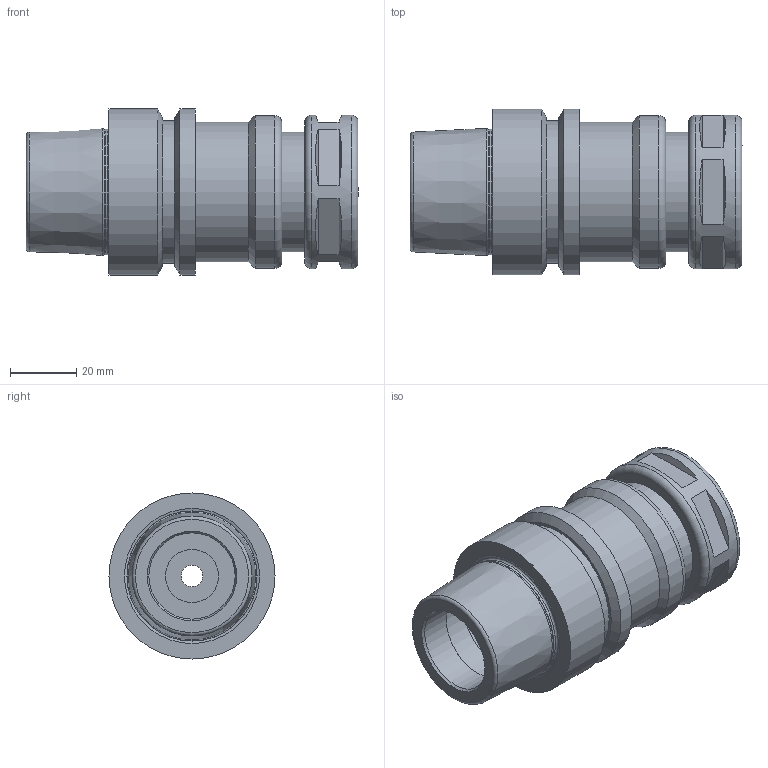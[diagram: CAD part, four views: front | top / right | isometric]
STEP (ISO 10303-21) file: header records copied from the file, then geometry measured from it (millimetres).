
FILE_DESCRIPTION((''),'2;1');
FILE_NAME('536054122075-3D.stp','2022-01-31T15:55:33',('nttooll'),(''),'Autodesk Inventor 2012','Autodesk Inventor 2012','');
FILE_SCHEMA(('AUTOMOTIVE_DESIGN { 1 0 10303 214 1 1 1 1 }'));
Length unit declared in the file: millimetre
Products named in the file (1): 536054122075-3D
Bounding box: 100 x 50 x 50 mm (x, y, z)
Volume: 91809.8 mm3; surface area: 28561.1 mm2
Topology: 1 solids, 1 shells, 76 faces, 133 edges, 82 vertices
Faces by surface type: plane 37, cylinder 19, cone 12, torus 8
Full cylindrical faces by diameter (mm): 6.5 x1, 16 x1, 16.4 x1, 24 x1, 26 x2, 28 x1, 30.4 x1, 32 x1, 32.5 x1, 36 x2, 37.9 x1, 42 x1, 43 x1, 46 x1, 46.3 x1, 50 x2
Entity records: 1662 total; most frequent: DIRECTION 318, CARTESIAN_POINT 253, ORIENTED_EDGE 188, AXIS2_PLACEMENT_3D 147, EDGE_LOOP 140, EDGE_CURVE 94, VERTEX_POINT 82, FACE_OUTER_BOUND 76
